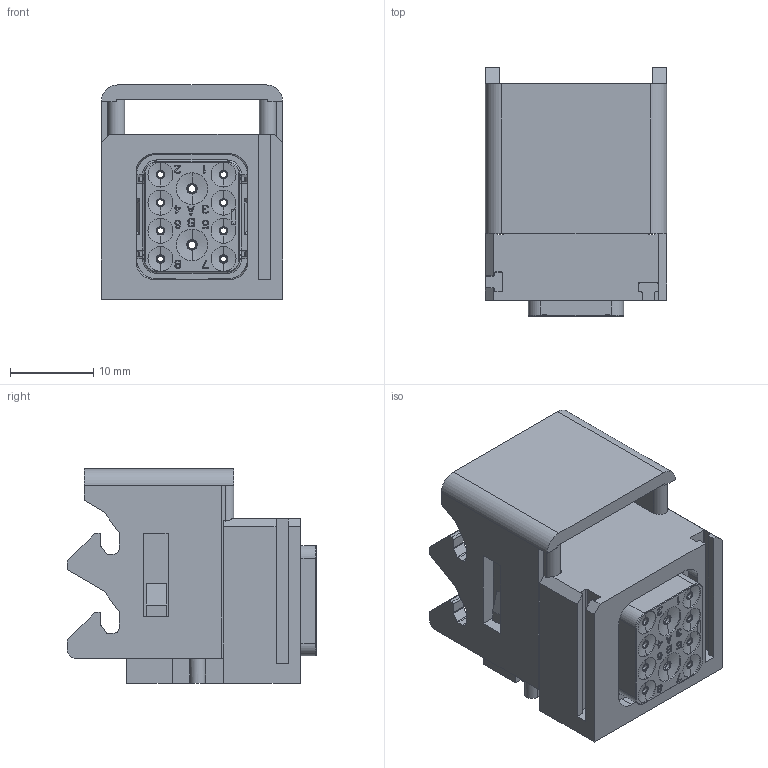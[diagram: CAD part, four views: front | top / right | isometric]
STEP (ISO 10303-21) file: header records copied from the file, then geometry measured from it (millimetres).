
FILE_DESCRIPTION((''),'2;1');
FILE_NAME('35599115787PSU','2020-02-20T',('presta_be4'),(''),'CREO PARAMETRIC BY PTC INC, 2018360','CREO PARAMETRIC BY PTC INC, 2018360','');
FILE_SCHEMA(('CONFIG_CONTROL_DESIGN'));
Products named in the file (1): 35599115787PSU
Bounding box: 21.8 x 29.95 x 25.75 mm (x, y, z)
Volume: 7856.3 mm3; surface area: 9990.6 mm2
Topology: 1 solids, 1 shells, 2120 faces, 5467 edges, 3437 vertices
Faces by surface type: plane 1200, cylinder 350, cone 246, torus 240, bspline 84
Entity records: 77075 total; most frequent: CARTESIAN_POINT 25195, ORIENTED_EDGE 10934, DIRECTION 10724, EDGE_CURVE 5467, AXIS2_PLACEMENT_3D 3599, VECTOR 3526, LINE 3526, VERTEX_POINT 3437
